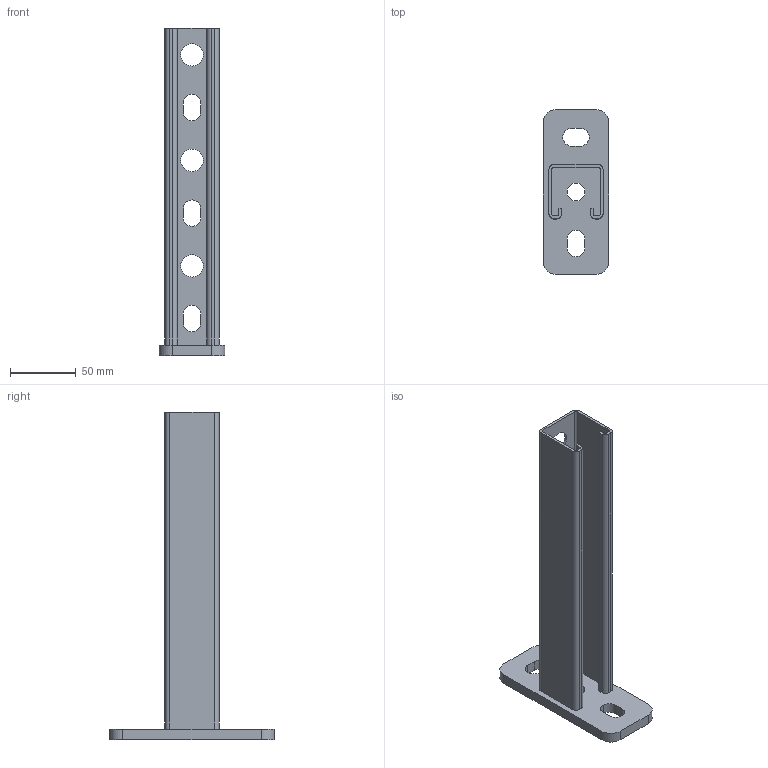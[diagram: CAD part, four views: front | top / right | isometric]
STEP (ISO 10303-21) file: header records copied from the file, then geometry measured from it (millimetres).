
FILE_DESCRIPTION(('STEP AP214'),'1');
FILE_NAME('cctmp_AE4EC3DF-69ED-4AD4-BE33-578111FF7799_2023_03_02_12_29_30_0322..stp','2023-03-02T11:29:30',('MÜPRO Services GmbH'),('CADClick - www.CADClick.com'),'Spatial InterOp 3D',' ','unknown authorization');
FILE_SCHEMA(('AUTOMOTIVE_DESIGN'));
Length unit declared in the file: millimetre
Products named in the file (3): cc_unnamed; 154216_1; 154216
Assembly tree (2 placements, depth 2):
  cc_unnamed
    154216_1
    154216
Bounding box: 50 x 125 x 248 mm (x, y, z)
Volume: 107991.4 mm3; surface area: 80685.8 mm2
Topology: 2 solids, 2 shells, 78 faces, 222 edges, 148 vertices
Faces by surface type: cylinder 44, plane 34
Entity records: 3314 total; most frequent: DIRECTION 472, CARTESIAN_POINT 451, ORIENTED_EDGE 444, EDGE_CURVE 222, AXIS2_PLACEMENT_3D 169, VERTEX_POINT 148, LINE 134, VECTOR 134
